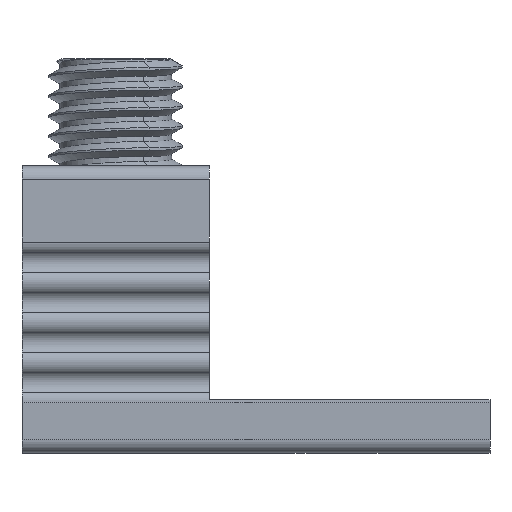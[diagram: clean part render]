
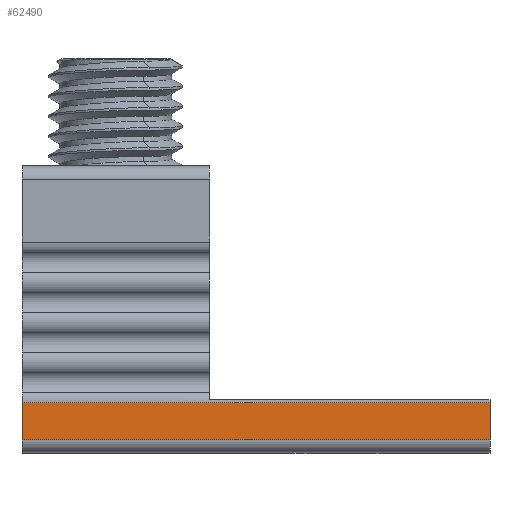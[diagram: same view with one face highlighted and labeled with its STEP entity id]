
A CAD part, front view. The second image highlights one B-rep face of the part: STEP entity #62490.
In plain terms, the highlighted planar face has unit normal (0, -1, 0).
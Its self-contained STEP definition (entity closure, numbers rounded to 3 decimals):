
#18650=CARTESIAN_POINT('',(-17.5,-7.,3.792));
#18660=VERTEX_POINT('',#18650);
#18690=CARTESIAN_POINT('',(-17.5,-7.,1.));
#18700=DIRECTION('',(0.,0.,1.));
#18710=VECTOR('',#18700,1.);
#18720=LINE('',#18690,#18710);
#18730=CARTESIAN_POINT('',(-17.5,-7.,1.));
#18740=VERTEX_POINT('',#18730);
#18750=EDGE_CURVE('',#18740,#18660,#18720,.T.);
#26390=CARTESIAN_POINT('',(17.5,-7.,3.792));
#26400=VERTEX_POINT('',#26390);
#26430=CARTESIAN_POINT('',(-17.5,-7.,3.792));
#26440=DIRECTION('',(1.,0.,0.));
#26450=VECTOR('',#26440,1.);
#26460=LINE('',#26430,#26450);
#26470=EDGE_CURVE('',#18660,#26400,#26460,.T.);
#62260=CARTESIAN_POINT('',(16.5,-7.,3.792));
#62270=DIRECTION('',(0.,-1.,0.));
#62280=DIRECTION('',(0.,0.,-1.));
#62290=AXIS2_PLACEMENT_3D('',#62260,#62270,#62280);
#62300=PLANE('',#62290);
#62310=ORIENTED_EDGE('',*,*,#18750,.F.);
#62320=ORIENTED_EDGE('',*,*,#26470,.F.);
#62330=CARTESIAN_POINT('',(17.5,-7.,3.792));
#62340=DIRECTION('',(0.,0.,-1.));
#62350=VECTOR('',#62340,1.);
#62360=LINE('',#62330,#62350);
#62370=CARTESIAN_POINT('',(17.5,-7.,1.));
#62380=VERTEX_POINT('',#62370);
#62390=EDGE_CURVE('',#26400,#62380,#62360,.T.);
#62400=ORIENTED_EDGE('',*,*,#62390,.F.);
#62410=CARTESIAN_POINT('',(17.5,-7.,1.));
#62420=DIRECTION('',(-1.,0.,0.));
#62430=VECTOR('',#62420,1.);
#62440=LINE('',#62410,#62430);
#62450=EDGE_CURVE('',#62380,#18740,#62440,.T.);
#62460=ORIENTED_EDGE('',*,*,#62450,.F.);
#62470=EDGE_LOOP('',(#62460,#62400,#62320,#62310));
#62480=FACE_OUTER_BOUND('',#62470,.T.);
#62490=ADVANCED_FACE('',(#62480),#62300,.T.);
